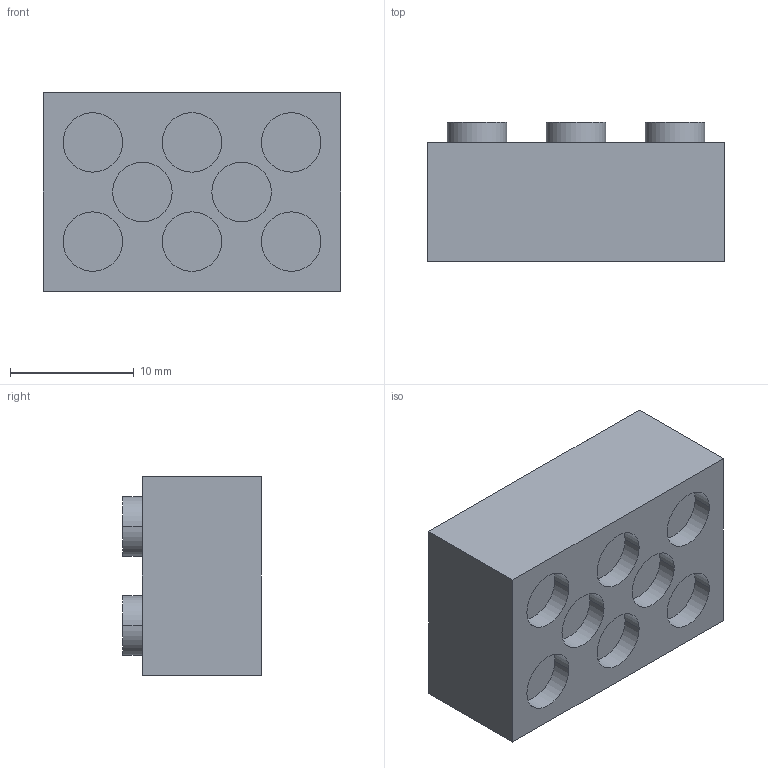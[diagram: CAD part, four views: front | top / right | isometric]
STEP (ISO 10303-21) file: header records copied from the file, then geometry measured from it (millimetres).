
FILE_DESCRIPTION(('STEP AP242'),'1');
FILE_NAME('lego2x3_white.stp','2023-05-04T13:26:38',('TraceParts'),('TraceParts S.A.'),'Spatial InterOp 3D',' ',' ');
FILE_SCHEMA(('AP242_MANAGED_MODEL_BASED_3D_ENGINEERING_MIM_LF {1 0 10303 442 1 1 4}'));
Length unit declared in the file: millimetre
Products named in the file (1): lego2x3_white
Bounding box: 24 x 11.2 x 16 mm (x, y, z)
Volume: 3628.5 mm3; surface area: 1873.8 mm2
Topology: 1 solids, 1 shells, 48 faces, 96 edges, 64 vertices
Faces by surface type: cylinder 28, plane 20
Entity records: 1676 total; most frequent: DIRECTION 250, CARTESIAN_POINT 209, ORIENTED_EDGE 192, AXIS2_PLACEMENT_3D 105, EDGE_CURVE 96, VERTEX_POINT 64, EDGE_LOOP 62, CIRCLE 56
